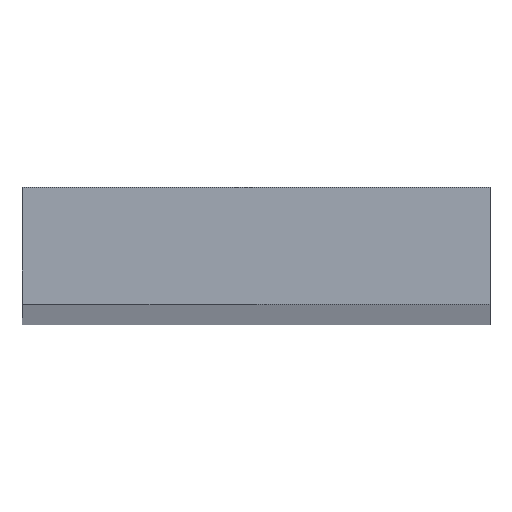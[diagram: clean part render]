
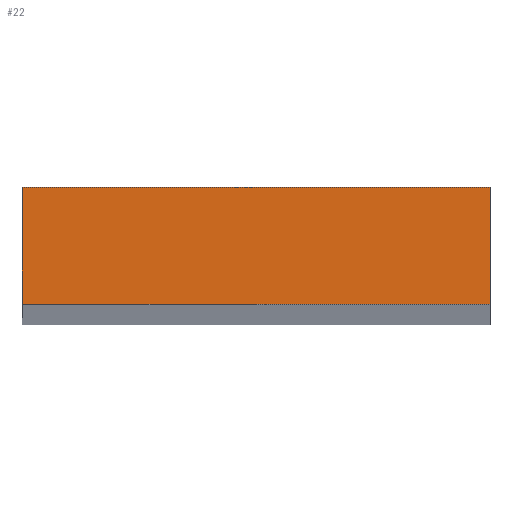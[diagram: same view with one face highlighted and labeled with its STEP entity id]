
A CAD part, top view. The second image highlights one B-rep face of the part: STEP entity #22.
In plain terms, the highlighted planar face has unit normal (0, 0, 1).
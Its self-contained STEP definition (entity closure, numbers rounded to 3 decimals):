
#11 = EDGE_CURVE ( 'NONE', #98, #92, #112, .T. ) ;
#22 = ADVANCED_FACE ( 'NONE', ( #52 ), #196, .T. ) ;
#23 = EDGE_CURVE ( 'NONE', #93, #98, #205, .T. ) ;
#28 = EDGE_CURVE ( 'NONE', #100, #93, #132, .T. ) ;
#30 = EDGE_CURVE ( 'NONE', #92, #100, #232, .T. ) ;
#52 = FACE_OUTER_BOUND ( 'NONE', #105, .T. ) ;
#56 = VECTOR ( 'NONE', #129, 1000. ) ;
#57 = VECTOR ( 'NONE', #203, 1000. ) ;
#62 = VECTOR ( 'NONE', #114, 1000. ) ;
#70 = VECTOR ( 'NONE', #236, 1000. ) ;
#71 = AXIS2_PLACEMENT_3D ( 'NONE', #197, #198, #204 ) ;
#92 = VERTEX_POINT ( 'NONE', #170 ) ;
#93 = VERTEX_POINT ( 'NONE', #169 ) ;
#98 = VERTEX_POINT ( 'NONE', #165 ) ;
#100 = VERTEX_POINT ( 'NONE', #166 ) ;
#105 = EDGE_LOOP ( 'NONE', ( #207, #192, #235, #135 ) ) ;
#112 = LINE ( 'NONE', #113, #62 ) ;
#113 = CARTESIAN_POINT ( 'NONE',  ( -20., 5., 500. ) ) ;
#114 = DIRECTION ( 'NONE',  ( -1., 0., 0. ) ) ;
#129 = DIRECTION ( 'NONE',  ( 0., -1., 0. ) ) ;
#132 = LINE ( 'NONE', #234, #70 ) ;
#135 = ORIENTED_EDGE ( 'NONE', *, *, #11, .T. ) ;
#165 = CARTESIAN_POINT ( 'NONE',  ( 20., 5., 500. ) ) ;
#166 = CARTESIAN_POINT ( 'NONE',  ( -20., -5., 500. ) ) ;
#169 = CARTESIAN_POINT ( 'NONE',  ( 20., -5., 500. ) ) ;
#170 = CARTESIAN_POINT ( 'NONE',  ( -20., 5., 500. ) ) ;
#192 = ORIENTED_EDGE ( 'NONE', *, *, #28, .T. ) ;
#196 = PLANE ( 'NONE',  #71 ) ;
#197 = CARTESIAN_POINT ( 'NONE',  ( 0., 0., 500. ) ) ;
#198 = DIRECTION ( 'NONE',  ( 0., 0., 1. ) ) ;
#199 = CARTESIAN_POINT ( 'NONE',  ( -20., 5., 500. ) ) ;
#200 = CARTESIAN_POINT ( 'NONE',  ( 20., 5., 500. ) ) ;
#203 = DIRECTION ( 'NONE',  ( 0., 1., 0. ) ) ;
#204 = DIRECTION ( 'NONE',  ( 1., 0., 0. ) ) ;
#205 = LINE ( 'NONE', #200, #57 ) ;
#207 = ORIENTED_EDGE ( 'NONE', *, *, #30, .T. ) ;
#232 = LINE ( 'NONE', #199, #56 ) ;
#234 = CARTESIAN_POINT ( 'NONE',  ( -20., -5., 500. ) ) ;
#235 = ORIENTED_EDGE ( 'NONE', *, *, #23, .T. ) ;
#236 = DIRECTION ( 'NONE',  ( 1., 0., 0. ) ) ;
